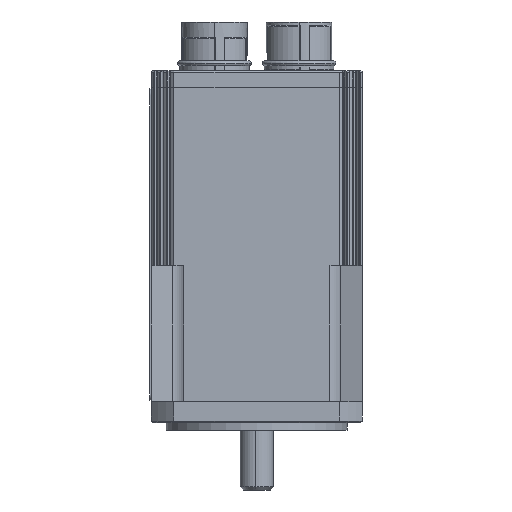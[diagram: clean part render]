
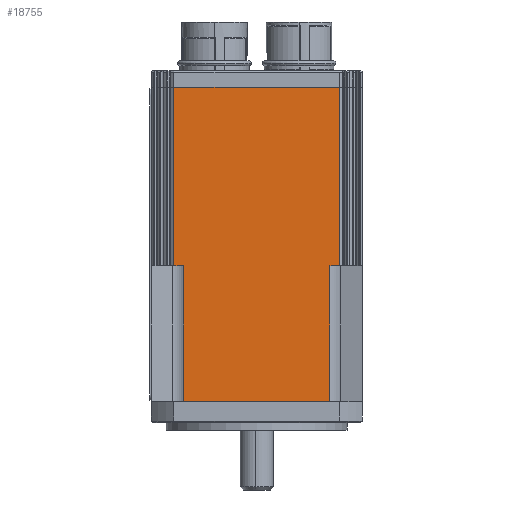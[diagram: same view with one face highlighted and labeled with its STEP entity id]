
A CAD part, front view. The second image highlights one B-rep face of the part: STEP entity #18755.
In plain terms, the highlighted planar face has unit normal (0, -1, 0).
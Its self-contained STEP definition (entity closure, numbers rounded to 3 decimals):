
#18684=CARTESIAN_POINT('',(27.482,-35.,0.0));
#18685=DIRECTION('',(0.0,-1.0,0.0));
#18686=DIRECTION('',(0.0,0.0,-1.0));
#18687=AXIS2_PLACEMENT_3D('',#18684,#18685,#18686);
#18688=PLANE('',#18687);
#18689=CARTESIAN_POINT('',(24.249,-35.,45.0));
#18690=VERTEX_POINT('',#18689);
#18691=CARTESIAN_POINT('',(27.482,-35.,45.0));
#18692=VERTEX_POINT('',#18691);
#18693=CARTESIAN_POINT('',(24.249,-35.,45.0));
#18694=DIRECTION('',(1.0,0.0,0.0));
#18695=VECTOR('',#18694,3.233);
#18696=LINE('',#18693,#18695);
#18697=EDGE_CURVE('',#18690,#18692,#18696,.T.);
#18698=ORIENTED_EDGE('',*,*,#18697,.T.);
#18699=CARTESIAN_POINT('',(27.482,-35.,104.0));
#18700=VERTEX_POINT('',#18699);
#18701=CARTESIAN_POINT('',(27.482,-35.,45.0));
#18702=DIRECTION('',(0.0,0.0,1.0));
#18703=VECTOR('',#18702,59.0);
#18704=LINE('',#18701,#18703);
#18705=EDGE_CURVE('',#18692,#18700,#18704,.T.);
#18706=ORIENTED_EDGE('',*,*,#18705,.T.);
#18707=CARTESIAN_POINT('',(-27.482,-35.,104.0));
#18708=VERTEX_POINT('',#18707);
#18709=CARTESIAN_POINT('',(27.482,-35.,104.0));
#18710=DIRECTION('',(-1.0,0.0,0.0));
#18711=VECTOR('',#18710,54.964);
#18712=LINE('',#18709,#18711);
#18713=EDGE_CURVE('',#18700,#18708,#18712,.T.);
#18714=ORIENTED_EDGE('',*,*,#18713,.T.);
#18715=CARTESIAN_POINT('',(-27.482,-35.,45.0));
#18716=VERTEX_POINT('',#18715);
#18717=CARTESIAN_POINT('',(-27.482,-35.,45.0));
#18718=DIRECTION('',(0.0,0.0,1.0));
#18719=VECTOR('',#18718,59.0);
#18720=LINE('',#18717,#18719);
#18721=EDGE_CURVE('',#18716,#18708,#18720,.T.);
#18722=ORIENTED_EDGE('',*,*,#18721,.F.);
#18723=CARTESIAN_POINT('',(-24.249,-35.,45.0));
#18724=VERTEX_POINT('',#18723);
#18725=CARTESIAN_POINT('',(-27.482,-35.,45.0));
#18726=DIRECTION('',(1.0,0.0,0.0));
#18727=VECTOR('',#18726,3.233);
#18728=LINE('',#18725,#18727);
#18729=EDGE_CURVE('',#18716,#18724,#18728,.T.);
#18730=ORIENTED_EDGE('',*,*,#18729,.T.);
#18731=CARTESIAN_POINT('',(-24.249,-35.,0.0));
#18732=VERTEX_POINT('',#18731);
#18733=CARTESIAN_POINT('',(-24.249,-35.,45.0));
#18734=DIRECTION('',(0.0,0.0,-1.0));
#18735=VECTOR('',#18734,45.0);
#18736=LINE('',#18733,#18735);
#18737=EDGE_CURVE('',#18724,#18732,#18736,.T.);
#18738=ORIENTED_EDGE('',*,*,#18737,.T.);
#18739=CARTESIAN_POINT('',(24.249,-35.,0.0));
#18740=VERTEX_POINT('',#18739);
#18741=CARTESIAN_POINT('',(-24.249,-35.,0.0));
#18742=DIRECTION('',(1.0,0.0,0.0));
#18743=VECTOR('',#18742,48.498);
#18744=LINE('',#18741,#18743);
#18745=EDGE_CURVE('',#18732,#18740,#18744,.T.);
#18746=ORIENTED_EDGE('',*,*,#18745,.T.);
#18747=CARTESIAN_POINT('',(24.249,-35.,0.0));
#18748=DIRECTION('',(0.0,0.0,1.0));
#18749=VECTOR('',#18748,45.0);
#18750=LINE('',#18747,#18749);
#18751=EDGE_CURVE('',#18740,#18690,#18750,.T.);
#18752=ORIENTED_EDGE('',*,*,#18751,.T.);
#18753=EDGE_LOOP('',(#18698,#18706,#18714,#18722,#18730,#18738,#18746,#18752));
#18754=FACE_OUTER_BOUND('',#18753,.T.);
#18755=ADVANCED_FACE('',(#18754),#18688,.T.);
